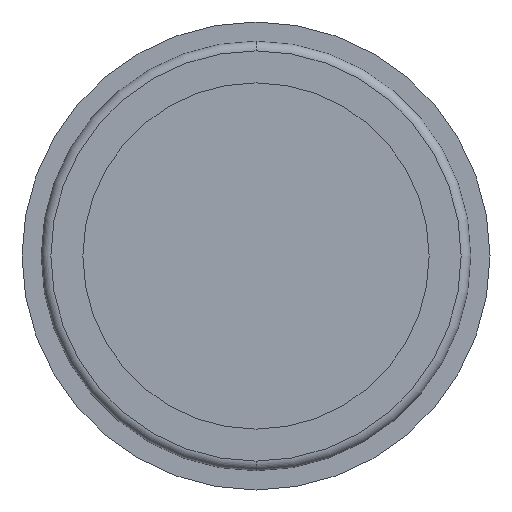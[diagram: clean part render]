
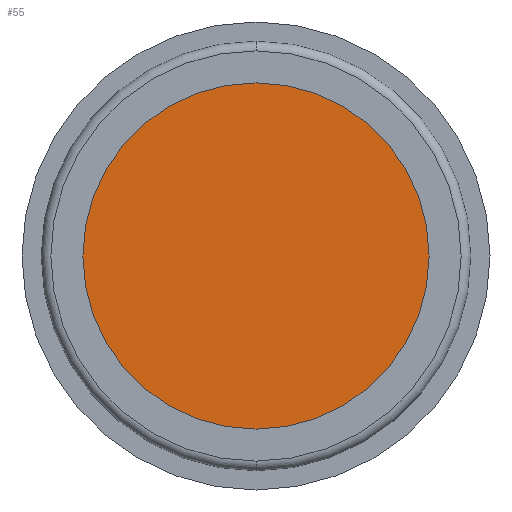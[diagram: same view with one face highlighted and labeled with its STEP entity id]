
A CAD part, front view. The second image highlights one B-rep face of the part: STEP entity #55.
In plain terms, the highlighted planar face has unit normal (0, -1, 0).
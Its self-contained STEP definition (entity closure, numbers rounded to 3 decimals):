
#44 = EDGE_CURVE ( 'NONE', #183, #182, #682, .T. ) ;
#48 = EDGE_CURVE ( 'NONE', #182, #183, #654, .T. ) ;
#55 = ADVANCED_FACE ( 'NONE', ( #276 ), #482, .F. ) ;
#101 = ORIENTED_EDGE ( 'NONE', *, *, #44, .F. ) ;
#102 = ORIENTED_EDGE ( 'NONE', *, *, #48, .F. ) ;
#167 = EDGE_LOOP ( 'NONE', ( #102, #101 ) ) ;
#182 = VERTEX_POINT ( 'NONE', #554 ) ;
#183 = VERTEX_POINT ( 'NONE', #555 ) ;
#276 = FACE_OUTER_BOUND ( 'NONE', #167, .T. ) ;
#449 = CARTESIAN_POINT ( 'NONE',  ( 0., 12.7, 0. ) ) ;
#450 = DIRECTION ( 'NONE',  ( 0., 1., 0. ) ) ;
#451 = DIRECTION ( 'NONE',  ( 0., 0., 1. ) ) ;
#460 = CARTESIAN_POINT ( 'NONE',  ( 0., 12.7, 0. ) ) ;
#461 = DIRECTION ( 'NONE',  ( 0., 1., 0. ) ) ;
#462 = DIRECTION ( 'NONE',  ( 0., 0., 1. ) ) ;
#482 = PLANE ( 'NONE',  #641 ) ;
#483 = CARTESIAN_POINT ( 'NONE',  ( 27., 12.7, 0. ) ) ;
#484 = DIRECTION ( 'NONE',  ( 0., 1., 0. ) ) ;
#485 = DIRECTION ( 'NONE',  ( 0., 0., 1. ) ) ;
#554 = CARTESIAN_POINT ( 'NONE',  ( 0., 12.7, 27. ) ) ;
#555 = CARTESIAN_POINT ( 'NONE',  ( 0., 12.7, -27. ) ) ;
#641 = AXIS2_PLACEMENT_3D ( 'NONE', #483, #484, #485 ) ;
#654 = CIRCLE ( 'NONE', #715, 27. ) ;
#657 = AXIS2_PLACEMENT_3D ( 'NONE', #449, #450, #451 ) ;
#682 = CIRCLE ( 'NONE', #657, 27. ) ;
#715 = AXIS2_PLACEMENT_3D ( 'NONE', #460, #461, #462 ) ;
